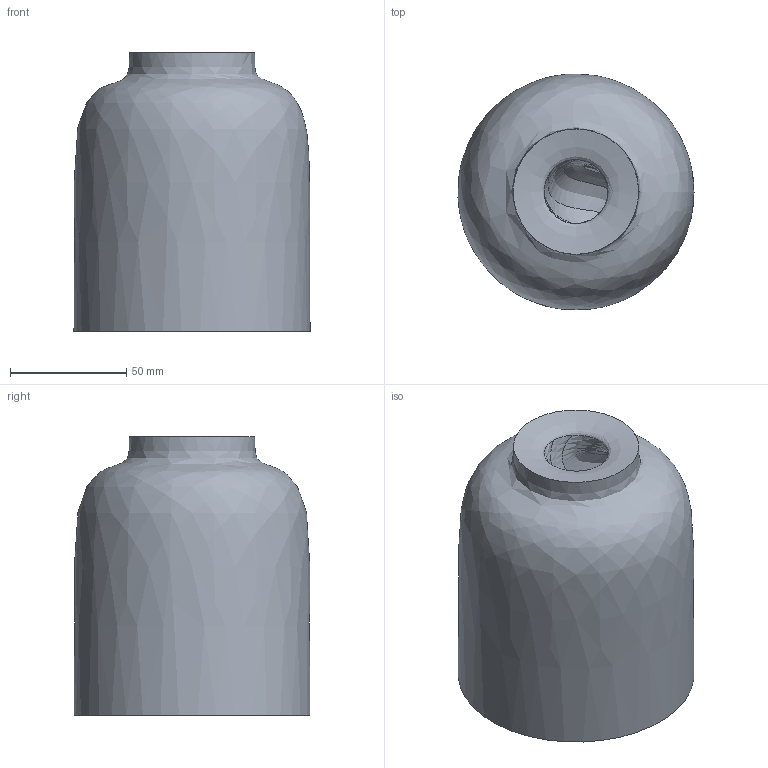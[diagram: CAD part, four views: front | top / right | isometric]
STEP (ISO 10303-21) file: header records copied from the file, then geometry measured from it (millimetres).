
FILE_DESCRIPTION(/* description */ (''),/* implementation_level */ '2;1');
FILE_NAME(/* name */ 'speaker guts',/* time_stamp */ '2022-06-21T20:22:49+01:00',/* author */ (''),/* organization */ (''),/* preprocessor_version */ 'ST-DEVELOPER v16.5',/* originating_system */ 'Rhino 7.19',/* authorisation */ '');
FILE_SCHEMA (('CONFIG_CONTROL_DESIGN'));
Length unit declared in the file: millimetre
Products named in the file (1): Document
Bounding box: 101.71 x 101.63 x 120.21 mm (x, y, z)
Volume: 405698.1 mm3; surface area: 89753.4 mm2
Topology: 1 solids, 1 shells, 17 faces, 42 edges, 25 vertices
Faces by surface type: bspline 16, cylinder 1
Full cylindrical faces by diameter (mm): 90 x1
Entity records: 8230 total; most frequent: CARTESIAN_POINT 7925, ORIENTED_EDGE 84, EDGE_CURVE 42, VERTEX_POINT 25, ADVANCED_FACE 17, FACE_OUTER_BOUND 17, EDGE_LOOP 17, ORGANIZATION 7
